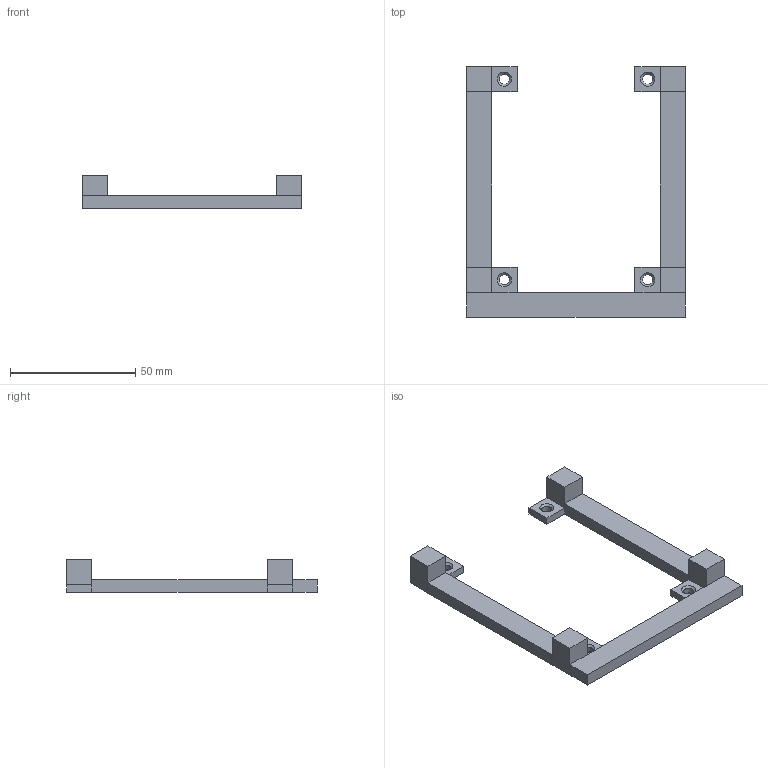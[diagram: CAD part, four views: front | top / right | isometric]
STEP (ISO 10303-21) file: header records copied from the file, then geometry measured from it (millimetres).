
FILE_DESCRIPTION(/* description */ (''),/* implementation_level */ '2;1');
FILE_NAME(/* name */ 'BMS_hold_check.stp',/* time_stamp */ '2025-12-27T13:10:49+01:00',/* author */ ('szymo'),/* organization */ (''),/* preprocessor_version */ 'ST-DEVELOPER v19',/* originating_system */ 'Autodesk Inventor 2023',/* authorisation */ '');
FILE_SCHEMA (('AUTOMOTIVE_DESIGN { 1 0 10303 214 3 1 1 }'));
Length unit declared in the file: millimetre
Products named in the file (1): BMS_hold_check
Bounding box: 87.15 x 100.01 x 13 mm (x, y, z)
Volume: 17587.9 mm3; surface area: 10592.9 mm2
Topology: 1 solids, 1 shells, 72 faces, 182 edges, 116 vertices
Faces by surface type: plane 64, cone 4, cylinder 4
Full cylindrical faces by diameter (mm): 4.08 x4
Entity records: 2169 total; most frequent: CARTESIAN_POINT 371, ORIENTED_EDGE 364, DIRECTION 340, EDGE_CURVE 182, LINE 170, VECTOR 170, VERTEX_POINT 116, AXIS2_PLACEMENT_3D 85
